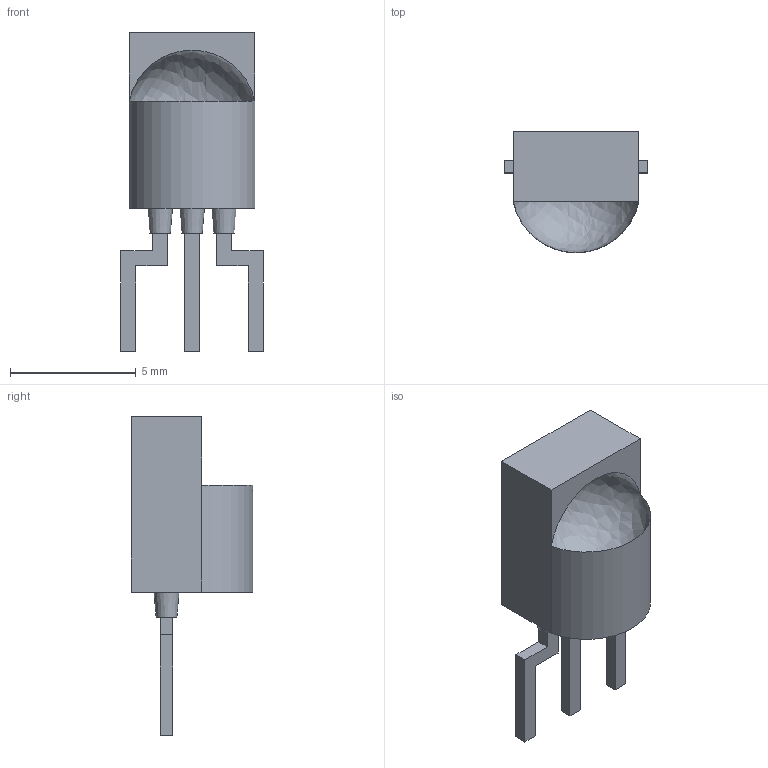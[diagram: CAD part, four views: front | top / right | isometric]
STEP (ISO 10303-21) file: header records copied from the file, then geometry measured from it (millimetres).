
FILE_DESCRIPTION( ( '' ), ' ' );
FILE_NAME( '5bff17e4bf235315119540f2.step', '2018-11-28T22:34:13', ( '' ), ( '' ), ' ', ' ', ' ' );
FILE_SCHEMA( ( 'AUTOMOTIVE_DESIGN { 1 0 10303 214 1 1 1 1 }' ) );
Length unit declared in the file: metre
Products named in the file (1): Open CASCADE STEP translator 6.8 1
Bounding box: 5.68 x 4.83 x 12.68 mm (x, y, z)
Volume: 106.6 mm3; surface area: 232.7 mm2
Topology: 1 solids, 1 shells, 37 faces, 90 edges, 59 vertices
Faces by surface type: plane 32, cone 3, revolution 1, cylinder 1
Entity records: 1757 total; most frequent: CARTESIAN_POINT 194, DIRECTION 166, ORIENTED_EDGE 164, STYLED_ITEM 119, PRESENTATION_STYLE_ASSIGNMENT 119, COLOUR_RGB 119, EDGE_CURVE 82, CURVE_STYLE 82
